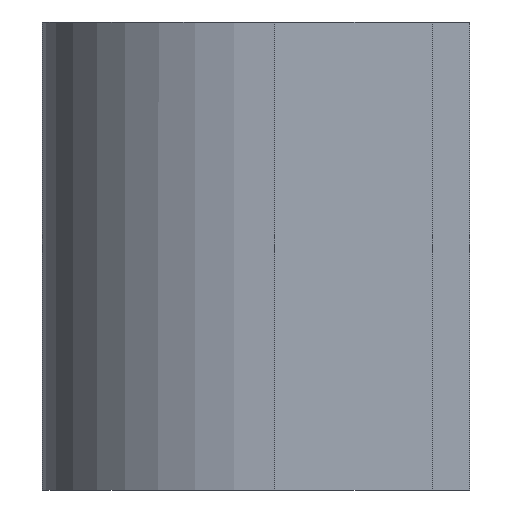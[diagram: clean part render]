
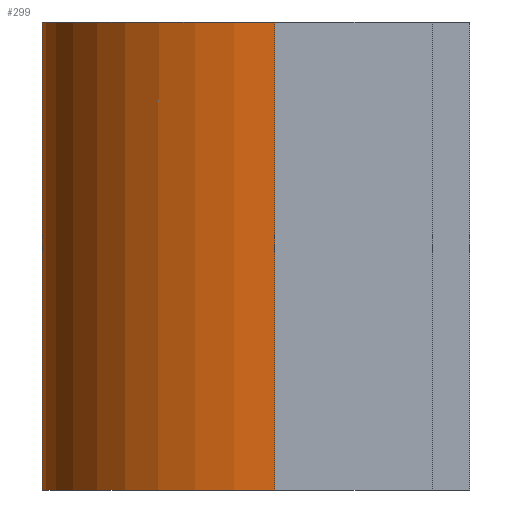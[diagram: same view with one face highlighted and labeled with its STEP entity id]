
A CAD part, left-side view. The second image highlights one B-rep face of the part: STEP entity #299.
In plain terms, the highlighted cylindrical face has radius 9.461 mm (diameter 18.923 mm), a partial arc.
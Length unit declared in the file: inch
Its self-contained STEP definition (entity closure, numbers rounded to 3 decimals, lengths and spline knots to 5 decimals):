
#18 = DIRECTION ( 'NONE',  ( 1., 0., 0. ) ) ;
#22 = DIRECTION ( 'NONE',  ( 0., 0., -1. ) ) ;
#24 = CIRCLE ( 'NONE', #207, 0.3725 ) ;
#39 = VECTOR ( 'NONE', #456, 39.37008 ) ;
#86 = VERTEX_POINT ( 'NONE', #550 ) ;
#94 = DIRECTION ( 'NONE',  ( 1., 0., 0. ) ) ;
#96 = DIRECTION ( 'NONE',  ( 0., 0., 1. ) ) ;
#106 = CARTESIAN_POINT ( 'NONE',  ( 0., 0.3125, 0. ) ) ;
#108 = VERTEX_POINT ( 'NONE', #525 ) ;
#111 = ORIENTED_EDGE ( 'NONE', *, *, #605, .T. ) ;
#136 = CIRCLE ( 'NONE', #540, 0.3725 ) ;
#138 = CARTESIAN_POINT ( 'NONE',  ( 0.3725, 0.3125, 0. ) ) ;
#150 = CARTESIAN_POINT ( 'NONE',  ( 0.3725, 0.3125, 0. ) ) ;
#153 = ORIENTED_EDGE ( 'NONE', *, *, #410, .T. ) ;
#207 = AXIS2_PLACEMENT_3D ( 'NONE', #398, #394, #390 ) ;
#254 = DIRECTION ( 'NONE',  ( 0., 0., 1. ) ) ;
#263 = CARTESIAN_POINT ( 'NONE',  ( 0., 0.3125, 0. ) ) ;
#275 = ORIENTED_EDGE ( 'NONE', *, *, #562, .T. ) ;
#299 = ADVANCED_FACE ( 'NONE', ( #512 ), #411, .T. ) ;
#360 = AXIS2_PLACEMENT_3D ( 'NONE', #263, #254, #18 ) ;
#370 = CARTESIAN_POINT ( 'NONE',  ( -0.3725, 0.3125, 0. ) ) ;
#390 = DIRECTION ( 'NONE',  ( 1., 0., 0. ) ) ;
#394 = DIRECTION ( 'NONE',  ( 0., 0., -1. ) ) ;
#398 = CARTESIAN_POINT ( 'NONE',  ( 0., 0.3125, 0.75 ) ) ;
#400 = CARTESIAN_POINT ( 'NONE',  ( 0.3725, 0.3125, 0.75 ) ) ;
#405 = VERTEX_POINT ( 'NONE', #150 ) ;
#410 = EDGE_CURVE ( 'NONE', #405, #108, #136, .T. ) ;
#411 = CYLINDRICAL_SURFACE ( 'NONE', #360, 0.3725 ) ;
#413 = LINE ( 'NONE', #370, #39 ) ;
#456 = DIRECTION ( 'NONE',  ( 0., 0., 1. ) ) ;
#480 = EDGE_CURVE ( 'NONE', #576, #405, #542, .T. ) ;
#512 = FACE_OUTER_BOUND ( 'NONE', #636, .T. ) ;
#525 = CARTESIAN_POINT ( 'NONE',  ( -0.3725, 0.3125, 0. ) ) ;
#540 = AXIS2_PLACEMENT_3D ( 'NONE', #106, #96, #94 ) ;
#542 = LINE ( 'NONE', #138, #645 ) ;
#550 = CARTESIAN_POINT ( 'NONE',  ( -0.3725, 0.3125, 0.75 ) ) ;
#562 = EDGE_CURVE ( 'NONE', #86, #576, #24, .T. ) ;
#576 = VERTEX_POINT ( 'NONE', #400 ) ;
#604 = ORIENTED_EDGE ( 'NONE', *, *, #480, .T. ) ;
#605 = EDGE_CURVE ( 'NONE', #108, #86, #413, .T. ) ;
#636 = EDGE_LOOP ( 'NONE', ( #153, #111, #275, #604 ) ) ;
#645 = VECTOR ( 'NONE', #22, 39.37008 ) ;
